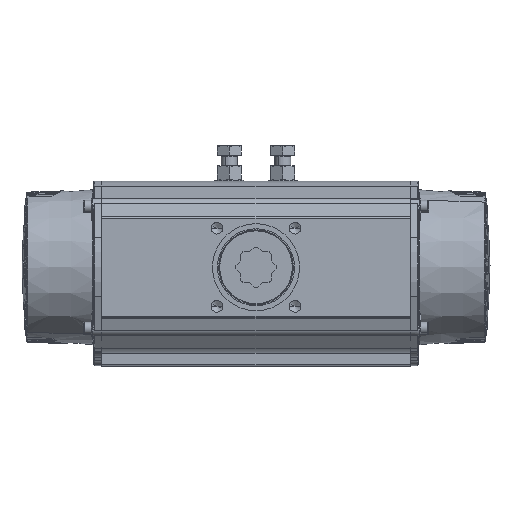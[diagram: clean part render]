
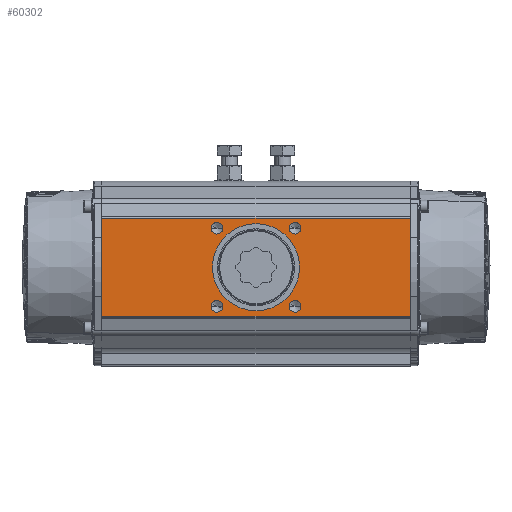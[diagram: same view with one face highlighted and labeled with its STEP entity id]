
A CAD part, front view. The second image highlights one B-rep face of the part: STEP entity #60302.
In plain terms, the highlighted planar face has unit normal (0, -1, 0).
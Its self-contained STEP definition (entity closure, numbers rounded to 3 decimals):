
#57909 = VERTEX_POINT ( 'NONE', #96596 ) ;
#57948 = VERTEX_POINT ( 'NONE', #96614 ) ;
#57955 = VERTEX_POINT ( 'NONE', #96641 ) ;
#57961 = EDGE_CURVE ( 'NONE', #57909, #57955, #96688, .T. ) ;
#58041 = VERTEX_POINT ( 'NONE', #96815 ) ;
#58079 = VERTEX_POINT ( 'NONE', #96853 ) ;
#58094 = EDGE_CURVE ( 'NONE', #57948, #58079, #96890, .T. ) ;
#58101 = EDGE_CURVE ( 'NONE', #58240, #58234, #96879, .T. ) ;
#58112 = VERTEX_POINT ( 'NONE', #96852 ) ;
#58115 = EDGE_CURVE ( 'NONE', #58041, #58112, #96881, .T. ) ;
#58234 = VERTEX_POINT ( 'NONE', #97086 ) ;
#58240 = VERTEX_POINT ( 'NONE', #97085 ) ;
#58407 = VERTEX_POINT ( 'NONE', #97303 ) ;
#58409 = VERTEX_POINT ( 'NONE', #97297 ) ;
#58414 = EDGE_CURVE ( 'NONE', #58407, #58409, #97065, .T. ) ;
#59323 = VERTEX_POINT ( 'NONE', #99563 ) ;
#59332 = VERTEX_POINT ( 'NONE', #99546 ) ;
#59417 = EDGE_CURVE ( 'NONE', #59332, #59323, #99668, .T. ) ;
#59940 = EDGE_CURVE ( 'NONE', #59960, #59952, #100324, .T. ) ;
#59952 = VERTEX_POINT ( 'NONE', #100314 ) ;
#59960 = VERTEX_POINT ( 'NONE', #100315 ) ;
#60273 = EDGE_CURVE ( 'NONE', #58409, #58407, #100738, .T. ) ;
#60283 = ORIENTED_EDGE ( 'NONE', *, *, #60379, .F. ) ;
#60292 = EDGE_LOOP ( 'NONE', ( #60307, #60303 ) ) ;
#60293 = ORIENTED_EDGE ( 'NONE', *, *, #58115, .F. ) ;
#60295 = EDGE_CURVE ( 'NONE', #57955, #57909, #100771, .T. ) ;
#60302 = ADVANCED_FACE ( 'NONE', ( #100726, #100767, #100760, #100733, #100784, #100759 ), #100777, .F. ) ;
#60303 = ORIENTED_EDGE ( 'NONE', *, *, #57961, .F. ) ;
#60307 = ORIENTED_EDGE ( 'NONE', *, *, #60295, .F. ) ;
#60309 = EDGE_LOOP ( 'NONE', ( #60310, #60293 ) ) ;
#60310 = ORIENTED_EDGE ( 'NONE', *, *, #60368, .F. ) ;
#60315 = EDGE_CURVE ( 'NONE', #58079, #57948, #100757, .T. ) ;
#60317 = EDGE_LOOP ( 'NONE', ( #60359, #60355 ) ) ;
#60341 = ORIENTED_EDGE ( 'NONE', *, *, #60471, .T. ) ;
#60355 = ORIENTED_EDGE ( 'NONE', *, *, #58094, .F. ) ;
#60359 = ORIENTED_EDGE ( 'NONE', *, *, #60315, .F. ) ;
#60360 = EDGE_LOOP ( 'NONE', ( #60283, #60382 ) ) ;
#60368 = EDGE_CURVE ( 'NONE', #58112, #58041, #100838, .T. ) ;
#60371 = ORIENTED_EDGE ( 'NONE', *, *, #60449, .T. ) ;
#60374 = EDGE_LOOP ( 'NONE', ( #60387, #60371, #60455, #60341 ) ) ;
#60375 = EDGE_LOOP ( 'NONE', ( #60394, #60443 ) ) ;
#60379 = EDGE_CURVE ( 'NONE', #58234, #58240, #100847, .T. ) ;
#60382 = ORIENTED_EDGE ( 'NONE', *, *, #58101, .F. ) ;
#60387 = ORIENTED_EDGE ( 'NONE', *, *, #59417, .T. ) ;
#60394 = ORIENTED_EDGE ( 'NONE', *, *, #60273, .F. ) ;
#60443 = ORIENTED_EDGE ( 'NONE', *, *, #58414, .F. ) ;
#60449 = EDGE_CURVE ( 'NONE', #59323, #59952, #100960, .T. ) ;
#60455 = ORIENTED_EDGE ( 'NONE', *, *, #59940, .F. ) ;
#60471 = EDGE_CURVE ( 'NONE', #59960, #59332, #100978, .T. ) ;
#96596 = CARTESIAN_POINT ( 'NONE',  ( -58.336, -147., 67.086 ) ) ;
#96614 = CARTESIAN_POINT ( 'NONE',  ( -58.336, -147., -49.586 ) ) ;
#96641 = CARTESIAN_POINT ( 'NONE',  ( -58.336, -147., 49.586 ) ) ;
#96678 = DIRECTION ( 'NONE',  ( 0., 0., -1. ) ) ;
#96679 = DIRECTION ( 'NONE',  ( 0., -1., 0. ) ) ;
#96680 = AXIS2_PLACEMENT_3D ( 'NONE', #96683, #96679, #96678 ) ;
#96683 = CARTESIAN_POINT ( 'NONE',  ( -58.336, -147., 58.336 ) ) ;
#96688 = CIRCLE ( 'NONE', #96680, 8.75 ) ;
#96815 = CARTESIAN_POINT ( 'NONE',  ( 58.336, -147., -49.586 ) ) ;
#96852 = CARTESIAN_POINT ( 'NONE',  ( 58.336, -147., -67.086 ) ) ;
#96853 = CARTESIAN_POINT ( 'NONE',  ( -58.336, -147., -67.086 ) ) ;
#96879 = CIRCLE ( 'NONE', #96903, 8.75 ) ;
#96881 = CIRCLE ( 'NONE', #96921, 8.75 ) ;
#96882 = DIRECTION ( 'NONE',  ( 0., 0., -1. ) ) ;
#96883 = DIRECTION ( 'NONE',  ( 0., -1., 0. ) ) ;
#96884 = CARTESIAN_POINT ( 'NONE',  ( -58.336, -147., -58.336 ) ) ;
#96885 = CARTESIAN_POINT ( 'NONE',  ( 58.336, -147., 58.336 ) ) ;
#96890 = CIRCLE ( 'NONE', #96891, 8.75 ) ;
#96891 = AXIS2_PLACEMENT_3D ( 'NONE', #96884, #96883, #96882 ) ;
#96903 = AXIS2_PLACEMENT_3D ( 'NONE', #96885, #96935, #96934 ) ;
#96917 = DIRECTION ( 'NONE',  ( 0., 0., -1. ) ) ;
#96918 = DIRECTION ( 'NONE',  ( 0., -1., 0. ) ) ;
#96921 = AXIS2_PLACEMENT_3D ( 'NONE', #96932, #96918, #96917 ) ;
#96932 = CARTESIAN_POINT ( 'NONE',  ( 58.336, -147., -58.336 ) ) ;
#96934 = DIRECTION ( 'NONE',  ( 0., 0., -1. ) ) ;
#96935 = DIRECTION ( 'NONE',  ( 0., -1., 0. ) ) ;
#97039 = DIRECTION ( 'NONE',  ( 0., -1., 0. ) ) ;
#97045 = CARTESIAN_POINT ( 'NONE',  ( 0., -147., 0. ) ) ;
#97056 = DIRECTION ( 'NONE',  ( 0., 0., -1. ) ) ;
#97061 = AXIS2_PLACEMENT_3D ( 'NONE', #97045, #97039, #97056 ) ;
#97065 = CIRCLE ( 'NONE', #97061, 65. ) ;
#97085 = CARTESIAN_POINT ( 'NONE',  ( 58.336, -147., 67.086 ) ) ;
#97086 = CARTESIAN_POINT ( 'NONE',  ( 58.336, -147., 49.586 ) ) ;
#97297 = CARTESIAN_POINT ( 'NONE',  ( 0., -147., -65. ) ) ;
#97303 = CARTESIAN_POINT ( 'NONE',  ( 0., -147., 65. ) ) ;
#99546 = CARTESIAN_POINT ( 'NONE',  ( -73., -147., -230. ) ) ;
#99563 = CARTESIAN_POINT ( 'NONE',  ( 73., -147., -230. ) ) ;
#99657 = DIRECTION ( 'NONE',  ( 1., 0., 0. ) ) ;
#99667 = CARTESIAN_POINT ( 'NONE',  ( -75., -147., -230. ) ) ;
#99668 = LINE ( 'NONE', #99667, #99670 ) ;
#99670 = VECTOR ( 'NONE', #99657, 1000. ) ;
#100314 = CARTESIAN_POINT ( 'NONE',  ( 73., -147., 230. ) ) ;
#100315 = CARTESIAN_POINT ( 'NONE',  ( -73., -147., 230. ) ) ;
#100323 = CARTESIAN_POINT ( 'NONE',  ( -75., -147., 230. ) ) ;
#100324 = LINE ( 'NONE', #100323, #100332 ) ;
#100331 = DIRECTION ( 'NONE',  ( 1., 0., 0. ) ) ;
#100332 = VECTOR ( 'NONE', #100331, 1000. ) ;
#100726 = FACE_BOUND ( 'NONE', #60292, .T. ) ;
#100731 = DIRECTION ( 'NONE',  ( 0., 0., -1. ) ) ;
#100732 = DIRECTION ( 'NONE',  ( 0., 1., 0. ) ) ;
#100733 = FACE_BOUND ( 'NONE', #60360, .T. ) ;
#100736 = CARTESIAN_POINT ( 'NONE',  ( 0., -147., 0. ) ) ;
#100738 = CIRCLE ( 'NONE', #100752, 65. ) ;
#100742 = DIRECTION ( 'NONE',  ( 0., -1., 0. ) ) ;
#100752 = AXIS2_PLACEMENT_3D ( 'NONE', #100736, #100742, #100731 ) ;
#100757 = CIRCLE ( 'NONE', #100816, 8.75 ) ;
#100758 = AXIS2_PLACEMENT_3D ( 'NONE', #100765, #100732, #100773 ) ;
#100759 = FACE_OUTER_BOUND ( 'NONE', #60374, .T. ) ;
#100760 = FACE_BOUND ( 'NONE', #60309, .T. ) ;
#100761 = DIRECTION ( 'NONE',  ( 0., 0., -1. ) ) ;
#100762 = DIRECTION ( 'NONE',  ( 0., -1., 0. ) ) ;
#100765 = CARTESIAN_POINT ( 'NONE',  ( -75., -147., 230. ) ) ;
#100767 = FACE_BOUND ( 'NONE', #60317, .T. ) ;
#100768 = AXIS2_PLACEMENT_3D ( 'NONE', #100783, #100762, #100761 ) ;
#100771 = CIRCLE ( 'NONE', #100768, 8.75 ) ;
#100773 = DIRECTION ( 'NONE',  ( 0., 0., 1. ) ) ;
#100777 = PLANE ( 'NONE',  #100758 ) ;
#100783 = CARTESIAN_POINT ( 'NONE',  ( -58.336, -147., 58.336 ) ) ;
#100784 = FACE_BOUND ( 'NONE', #60375, .T. ) ;
#100803 = DIRECTION ( 'NONE',  ( 0., 0., -1. ) ) ;
#100808 = CARTESIAN_POINT ( 'NONE',  ( -58.336, -147., -58.336 ) ) ;
#100812 = DIRECTION ( 'NONE',  ( 0., -1., 0. ) ) ;
#100816 = AXIS2_PLACEMENT_3D ( 'NONE', #100808, #100812, #100803 ) ;
#100838 = CIRCLE ( 'NONE', #100903, 8.75 ) ;
#100847 = CIRCLE ( 'NONE', #100904, 8.75 ) ;
#100857 = CARTESIAN_POINT ( 'NONE',  ( 58.336, -147., -58.336 ) ) ;
#100886 = DIRECTION ( 'NONE',  ( 0., 0., -1. ) ) ;
#100887 = DIRECTION ( 'NONE',  ( 0., -1., 0. ) ) ;
#100888 = CARTESIAN_POINT ( 'NONE',  ( 58.336, -147., 58.336 ) ) ;
#100901 = DIRECTION ( 'NONE',  ( 0., 0., -1. ) ) ;
#100902 = DIRECTION ( 'NONE',  ( 0., -1., 0. ) ) ;
#100903 = AXIS2_PLACEMENT_3D ( 'NONE', #100857, #100902, #100901 ) ;
#100904 = AXIS2_PLACEMENT_3D ( 'NONE', #100888, #100887, #100886 ) ;
#100950 = DIRECTION ( 'NONE',  ( 0., 0., 1. ) ) ;
#100951 = VECTOR ( 'NONE', #100950, 1000. ) ;
#100959 = CARTESIAN_POINT ( 'NONE',  ( 73., -147., 230. ) ) ;
#100960 = LINE ( 'NONE', #100959, #100951 ) ;
#100975 = DIRECTION ( 'NONE',  ( 0., 0., -1. ) ) ;
#100976 = VECTOR ( 'NONE', #100975, 1000. ) ;
#100977 = CARTESIAN_POINT ( 'NONE',  ( -73., -147., 230. ) ) ;
#100978 = LINE ( 'NONE', #100977, #100976 ) ;
